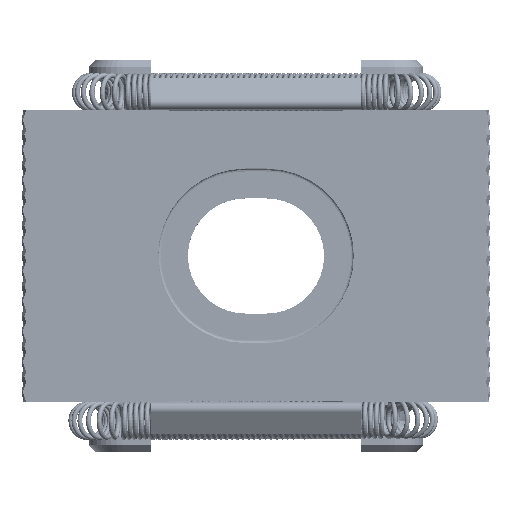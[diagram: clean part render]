
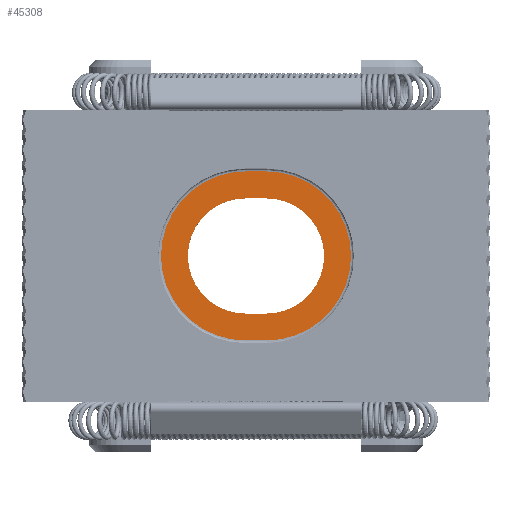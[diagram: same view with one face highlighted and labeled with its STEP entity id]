
A CAD part, top view. The second image highlights one B-rep face of the part: STEP entity #45308.
In plain terms, the highlighted planar face has unit normal (0, 0, 1).
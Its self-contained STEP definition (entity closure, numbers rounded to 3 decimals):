
#45086=CARTESIAN_POINT('',(23.5,32.85,7.8));
#45087=VERTEX_POINT('',#45086);
#45096=CARTESIAN_POINT('',(23.5,8.65,7.8));
#45097=VERTEX_POINT('',#45096);
#45105=CARTESIAN_POINT('',(23.5,20.75,7.8));
#45106=DIRECTION('',(0.0,0.0,-1.0));
#45107=DIRECTION('',(-1.0,0.0,0.0));
#45108=AXIS2_PLACEMENT_3D('',#45105,#45106,#45107);
#45109=CIRCLE('',#45108,12.1);
#45110=EDGE_CURVE('',#45097,#45087,#45109,.T.);
#45120=CARTESIAN_POINT('',(26.5,32.85,7.8));
#45121=VERTEX_POINT('',#45120);
#45131=CARTESIAN_POINT('',(23.5,32.85,7.8));
#45132=DIRECTION('',(1.0,0.0,0.0));
#45133=VECTOR('',#45132,3.0);
#45134=LINE('',#45131,#45133);
#45135=EDGE_CURVE('',#45087,#45121,#45134,.T.);
#45147=CARTESIAN_POINT('',(26.5,8.65,7.8));
#45148=VERTEX_POINT('',#45147);
#45156=CARTESIAN_POINT('',(26.5,8.65,7.8));
#45157=DIRECTION('',(-1.0,0.0,0.0));
#45158=VECTOR('',#45157,3.);
#45159=LINE('',#45156,#45158);
#45160=EDGE_CURVE('',#45148,#45097,#45159,.T.);
#45226=CARTESIAN_POINT('',(26.5,20.75,7.8));
#45227=DIRECTION('',(0.0,0.0,-1.0));
#45228=DIRECTION('',(1.0,0.0,0.0));
#45229=AXIS2_PLACEMENT_3D('',#45226,#45227,#45228);
#45230=CIRCLE('',#45229,12.1);
#45231=EDGE_CURVE('',#45121,#45148,#45230,.T.);
#45261=CARTESIAN_POINT('',(25.0,20.75,7.8));
#45262=DIRECTION('',(0.0,0.0,1.0));
#45263=DIRECTION('',(1.0,0.0,0.0));
#45264=AXIS2_PLACEMENT_3D('',#45261,#45262,#45263);
#45265=PLANE('',#45264);
#45266=ORIENTED_EDGE('',*,*,#45110,.F.);
#45267=ORIENTED_EDGE('',*,*,#45160,.F.);
#45268=ORIENTED_EDGE('',*,*,#45231,.F.);
#45269=ORIENTED_EDGE('',*,*,#45135,.F.);
#45270=EDGE_LOOP('',(#45266,#45267,#45268,#45269));
#45271=FACE_OUTER_BOUND('',#45270,.T.);
#45272=CARTESIAN_POINT('',(26.5,12.5,7.8));
#45273=VERTEX_POINT('',#45272);
#45274=CARTESIAN_POINT('',(26.5,29.,7.8));
#45275=VERTEX_POINT('',#45274);
#45276=CARTESIAN_POINT('',(26.5,20.75,7.8));
#45277=DIRECTION('',(0.0,0.0,1.0));
#45278=DIRECTION('',(0.0,-1.0,0.0));
#45279=AXIS2_PLACEMENT_3D('',#45276,#45277,#45278);
#45280=CIRCLE('',#45279,8.25);
#45281=EDGE_CURVE('',#45273,#45275,#45280,.T.);
#45282=ORIENTED_EDGE('',*,*,#45281,.F.);
#45283=CARTESIAN_POINT('',(23.5,12.5,7.8));
#45284=VERTEX_POINT('',#45283);
#45285=CARTESIAN_POINT('',(23.5,12.5,7.8));
#45286=DIRECTION('',(1.0,0.0,0.0));
#45287=VECTOR('',#45286,3.);
#45288=LINE('',#45285,#45287);
#45289=EDGE_CURVE('',#45284,#45273,#45288,.T.);
#45290=ORIENTED_EDGE('',*,*,#45289,.F.);
#45291=CARTESIAN_POINT('',(23.5,29.,7.8));
#45292=VERTEX_POINT('',#45291);
#45293=CARTESIAN_POINT('',(23.5,20.75,7.8));
#45294=DIRECTION('',(0.0,0.0,1.0));
#45295=DIRECTION('',(0.0,1.0,0.0));
#45296=AXIS2_PLACEMENT_3D('',#45293,#45294,#45295);
#45297=CIRCLE('',#45296,8.25);
#45298=EDGE_CURVE('',#45292,#45284,#45297,.T.);
#45299=ORIENTED_EDGE('',*,*,#45298,.F.);
#45300=CARTESIAN_POINT('',(26.5,29.,7.8));
#45301=DIRECTION('',(-1.0,0.0,0.0));
#45302=VECTOR('',#45301,3.);
#45303=LINE('',#45300,#45302);
#45304=EDGE_CURVE('',#45275,#45292,#45303,.T.);
#45305=ORIENTED_EDGE('',*,*,#45304,.F.);
#45306=EDGE_LOOP('',(#45282,#45290,#45299,#45305));
#45307=FACE_BOUND('',#45306,.T.);
#45308=ADVANCED_FACE('',(#45271,#45307),#45265,.T.);
